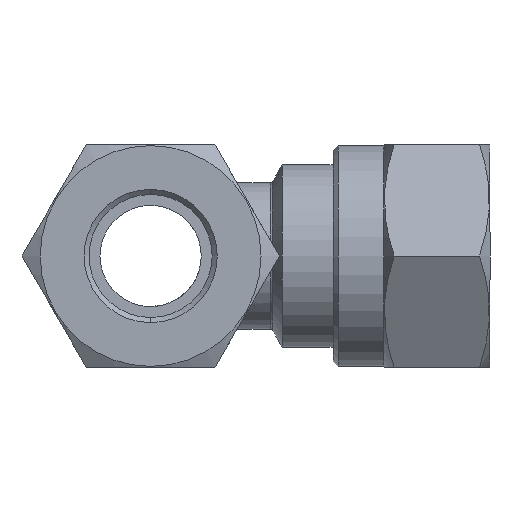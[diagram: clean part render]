
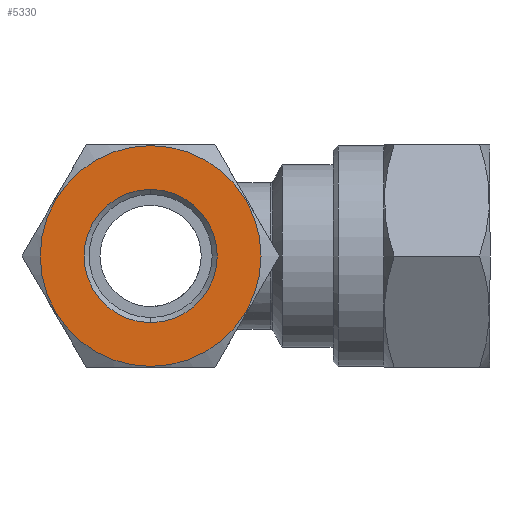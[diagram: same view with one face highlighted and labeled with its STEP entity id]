
A CAD part, left-side view. The second image highlights one B-rep face of the part: STEP entity #5330.
In plain terms, the highlighted planar face has unit normal (-1, 0, 0).
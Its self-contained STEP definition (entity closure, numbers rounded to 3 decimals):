
#462 = CARTESIAN_POINT ( 'NONE',  ( -33.512, 0., 0. ) ) ;
#463 = DIRECTION ( 'NONE',  ( -1., 0., 0. ) ) ;
#464 = DIRECTION ( 'NONE',  ( 0., 0., 1. ) ) ;
#469 = CARTESIAN_POINT ( 'NONE',  ( -33.512, 0., 0. ) ) ;
#470 = DIRECTION ( 'NONE',  ( 1., 0., 0. ) ) ;
#471 = DIRECTION ( 'NONE',  ( 0., 0., -1. ) ) ;
#737 = PLANE ( 'NONE',  #5222 ) ;
#738 = CARTESIAN_POINT ( 'NONE',  ( -33.512, 10.9, 0. ) ) ;
#739 = DIRECTION ( 'NONE',  ( 1., 0., 0. ) ) ;
#740 = DIRECTION ( 'NONE',  ( 0., 0., -1. ) ) ;
#2326 = CARTESIAN_POINT ( 'NONE',  ( -33.512, 0., 0. ) ) ;
#2327 = DIRECTION ( 'NONE',  ( -1., 0., 0. ) ) ;
#2328 = DIRECTION ( 'NONE',  ( 0., 0., 1. ) ) ;
#2341 = CARTESIAN_POINT ( 'NONE',  ( -33.512, 0., 0. ) ) ;
#2342 = DIRECTION ( 'NONE',  ( 1., 0., 0. ) ) ;
#2343 = DIRECTION ( 'NONE',  ( 0., 0., -1. ) ) ;
#2640 = VERTEX_POINT ( 'NONE', #3737 ) ;
#2641 = VERTEX_POINT ( 'NONE', #3736 ) ;
#2642 = VERTEX_POINT ( 'NONE', #3735 ) ;
#2643 = VERTEX_POINT ( 'NONE', #3734 ) ;
#2874 = EDGE_LOOP ( 'NONE', ( #4352, #4353 ) ) ;
#2876 = EDGE_LOOP ( 'NONE', ( #4355, #4354 ) ) ;
#3103 = FACE_BOUND ( 'NONE', #2876, .T. ) ;
#3104 = FACE_OUTER_BOUND ( 'NONE', #2874, .T. ) ;
#3734 = CARTESIAN_POINT ( 'NONE',  ( -33.512, 0., -6.575 ) ) ;
#3735 = CARTESIAN_POINT ( 'NONE',  ( -33.512, 0., 6.575 ) ) ;
#3736 = CARTESIAN_POINT ( 'NONE',  ( -33.512, 0., 10.9 ) ) ;
#3737 = CARTESIAN_POINT ( 'NONE',  ( -33.512, 0., -10.9 ) ) ;
#4125 = CIRCLE ( 'NONE', #4130, 10.9 ) ;
#4128 = CIRCLE ( 'NONE', #4132, 6.575 ) ;
#4130 = AXIS2_PLACEMENT_3D ( 'NONE', #2326, #2327, #2328 ) ;
#4132 = AXIS2_PLACEMENT_3D ( 'NONE', #2341, #2342, #2343 ) ;
#4352 = ORIENTED_EDGE ( 'NONE', *, *, #5748, .T. ) ;
#4353 = ORIENTED_EDGE ( 'NONE', *, *, #5273, .T. ) ;
#4354 = ORIENTED_EDGE ( 'NONE', *, *, #5750, .T. ) ;
#4355 = ORIENTED_EDGE ( 'NONE', *, *, #5276, .T. ) ;
#4860 = CIRCLE ( 'NONE', #4863, 10.9 ) ;
#4863 = AXIS2_PLACEMENT_3D ( 'NONE', #462, #463, #464 ) ;
#4865 = CIRCLE ( 'NONE', #4867, 6.575 ) ;
#4867 = AXIS2_PLACEMENT_3D ( 'NONE', #469, #470, #471 ) ;
#5222 = AXIS2_PLACEMENT_3D ( 'NONE', #738, #739, #740 ) ;
#5273 = EDGE_CURVE ( 'NONE', #2641, #2640, #4860, .T. ) ;
#5276 = EDGE_CURVE ( 'NONE', #2642, #2643, #4865, .T. ) ;
#5330 = ADVANCED_FACE ( 'NONE', ( #3103, #3104 ), #737, .F. ) ;
#5748 = EDGE_CURVE ( 'NONE', #2640, #2641, #4125, .T. ) ;
#5750 = EDGE_CURVE ( 'NONE', #2643, #2642, #4128, .T. ) ;
